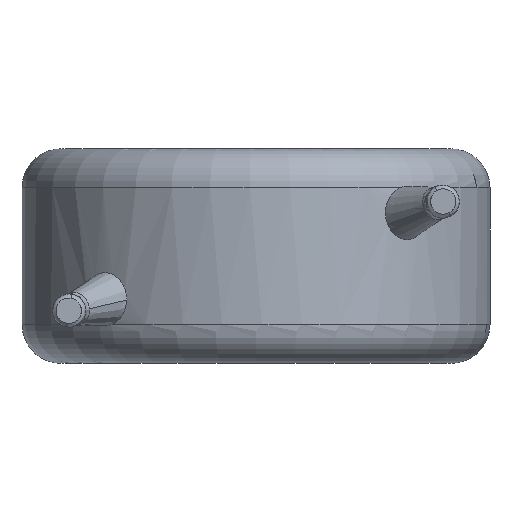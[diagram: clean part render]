
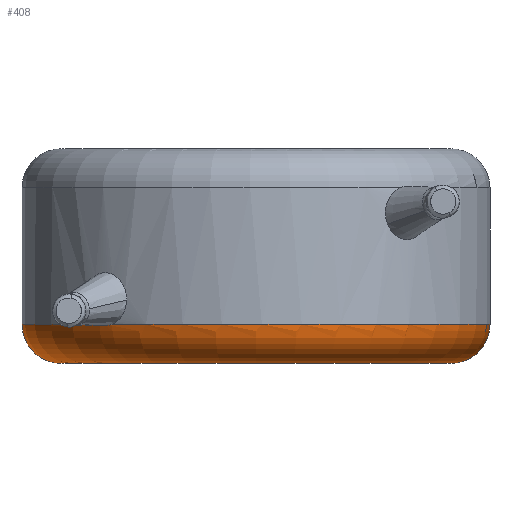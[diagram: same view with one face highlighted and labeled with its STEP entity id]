
A CAD part, front view. The second image highlights one B-rep face of the part: STEP entity #408.
In plain terms, the highlighted toroidal (fillet/blend) face has major radius 5 mm and minor radius 1 mm.
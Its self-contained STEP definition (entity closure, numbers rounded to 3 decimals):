
#110 = CARTESIAN_POINT ( 'NONE',  ( -3.912, -4.552, 0.954 ) ) ;
#189 = AXIS2_PLACEMENT_3D ( 'NONE', #2835, #2196, #3206 ) ;
#195 = CIRCLE ( 'NONE', #577, 6. ) ;
#283 = CARTESIAN_POINT ( 'NONE',  ( 0., 0., 1. ) ) ;
#343 = CARTESIAN_POINT ( 'NONE',  ( -3.688, -4.733, 1. ) ) ;
#408 = ADVANCED_FACE ( 'NONE', ( #2036 ), #535, .T. ) ;
#524 = EDGE_LOOP ( 'NONE', ( #3514, #536, #964, #1340, #1338, #2033 ) ) ;
#535 = TOROIDAL_SURFACE ( 'NONE', #189, 5., 1. ) ;
#536 = ORIENTED_EDGE ( 'NONE', *, *, #3244, .F. ) ;
#577 = AXIS2_PLACEMENT_3D ( 'NONE', #283, #618, #2254 ) ;
#618 = DIRECTION ( 'NONE',  ( 0., 0., 1. ) ) ;
#621 = CIRCLE ( 'NONE', #3358, 6. ) ;
#646 = VERTEX_POINT ( 'NONE', #1462 ) ;
#707 = VERTEX_POINT ( 'NONE', #823 ) ;
#812 = CIRCLE ( 'NONE', #2339, 1. ) ;
#823 = CARTESIAN_POINT ( 'NONE',  ( 5., 0., 0. ) ) ;
#853 = CARTESIAN_POINT ( 'NONE',  ( 5., 0., 1. ) ) ;
#909 = DIRECTION ( 'NONE',  ( 0., 0., -1. ) ) ;
#925 = DIRECTION ( 'NONE',  ( 0., 0., -1. ) ) ;
#964 = ORIENTED_EDGE ( 'NONE', *, *, #1618, .T. ) ;
#1015 = CARTESIAN_POINT ( 'NONE',  ( -6., 0., 1. ) ) ;
#1093 = CARTESIAN_POINT ( 'NONE',  ( 0., 0., 0. ) ) ;
#1309 = DIRECTION ( 'NONE',  ( 0., 0., 1. ) ) ;
#1338 = ORIENTED_EDGE ( 'NONE', *, *, #1646, .F. ) ;
#1340 = ORIENTED_EDGE ( 'NONE', *, *, #3500, .F. ) ;
#1360 = VERTEX_POINT ( 'NONE', #1015 ) ;
#1374 = CARTESIAN_POINT ( 'NONE',  ( -3.797, -4.648, 0.954 ) ) ;
#1403 = CARTESIAN_POINT ( 'NONE',  ( -4.014, -4.459, 1. ) ) ;
#1462 = CARTESIAN_POINT ( 'NONE',  ( 6., 0., 1. ) ) ;
#1610 = VERTEX_POINT ( 'NONE', #3143 ) ;
#1618 = EDGE_CURVE ( 'NONE', #707, #646, #812, .T. ) ;
#1646 = EDGE_CURVE ( 'NONE', #3418, #3051, #2430, .T. ) ;
#1949 = DIRECTION ( 'NONE',  ( -1., 0., 0. ) ) ;
#2033 = ORIENTED_EDGE ( 'NONE', *, *, #3465, .F. ) ;
#2036 = FACE_OUTER_BOUND ( 'NONE', #524, .T. ) ;
#2081 = CARTESIAN_POINT ( 'NONE',  ( -3.688, -4.733, 1. ) ) ;
#2148 = DIRECTION ( 'NONE',  ( 0., -1., 0. ) ) ;
#2196 = DIRECTION ( 'NONE',  ( 0., 0., 1. ) ) ;
#2211 = CIRCLE ( 'NONE', #3179, 1. ) ;
#2254 = DIRECTION ( 'NONE',  ( 1., 0., 0. ) ) ;
#2255 = DIRECTION ( 'NONE',  ( 0., 1., 0. ) ) ;
#2339 = AXIS2_PLACEMENT_3D ( 'NONE', #853, #2148, #909 ) ;
#2430 = B_SPLINE_CURVE_WITH_KNOTS ( 'NONE', 3,
 ( #3718, #110, #1374, #2081 ),
 .UNSPECIFIED., .F., .F.,
 ( 4, 4 ),
 ( 0., 0. ),
 .UNSPECIFIED. ) ;
#2596 = CARTESIAN_POINT ( 'NONE',  ( -5., 0., 1. ) ) ;
#2760 = EDGE_CURVE ( 'NONE', #1610, #1360, #2211, .T. ) ;
#2835 = CARTESIAN_POINT ( 'NONE',  ( 0., 0., 1. ) ) ;
#2999 = DIRECTION ( 'NONE',  ( 1., 0., 0. ) ) ;
#3051 = VERTEX_POINT ( 'NONE', #343 ) ;
#3092 = AXIS2_PLACEMENT_3D ( 'NONE', #1093, #925, #4225 ) ;
#3143 = CARTESIAN_POINT ( 'NONE',  ( -5., 0., 0. ) ) ;
#3179 = AXIS2_PLACEMENT_3D ( 'NONE', #2596, #2255, #1949 ) ;
#3206 = DIRECTION ( 'NONE',  ( 1., 0., 0. ) ) ;
#3244 = EDGE_CURVE ( 'NONE', #707, #1610, #3548, .T. ) ;
#3358 = AXIS2_PLACEMENT_3D ( 'NONE', #3579, #1309, #2999 ) ;
#3418 = VERTEX_POINT ( 'NONE', #1403 ) ;
#3465 = EDGE_CURVE ( 'NONE', #1360, #3418, #195, .T. ) ;
#3500 = EDGE_CURVE ( 'NONE', #3051, #646, #621, .T. ) ;
#3514 = ORIENTED_EDGE ( 'NONE', *, *, #2760, .F. ) ;
#3548 = CIRCLE ( 'NONE', #3092, 5. ) ;
#3579 = CARTESIAN_POINT ( 'NONE',  ( 0., 0., 1. ) ) ;
#3718 = CARTESIAN_POINT ( 'NONE',  ( -4.014, -4.459, 1. ) ) ;
#4225 = DIRECTION ( 'NONE',  ( 1., 0., 0. ) ) ;
